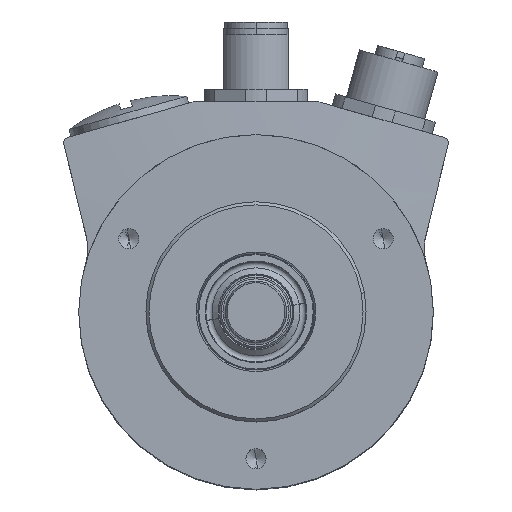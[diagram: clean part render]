
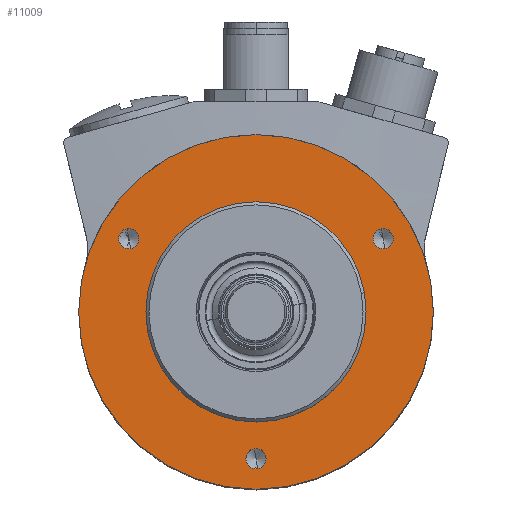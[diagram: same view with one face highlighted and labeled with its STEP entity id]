
A CAD part, top view. The second image highlights one B-rep face of the part: STEP entity #11009.
In plain terms, the highlighted planar face has unit normal (0, 0, 1).
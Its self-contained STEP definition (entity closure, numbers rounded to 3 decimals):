
#2258=CARTESIAN_POINT('',(0.,0.,20.5));
#2259=DIRECTION('',(0.,0.,1.));
#2260=DIRECTION('',(0.985,0.174,0.));
#2261=AXIS2_PLACEMENT_3D('',#2258,#2259,#2260);
#2263=CARTESIAN_POINT('',(0.,0.,20.5));
#2264=DIRECTION('',(0.,0.,-1.));
#2265=DIRECTION('',(0.985,0.174,0.));
#2266=AXIS2_PLACEMENT_3D('',#2263,#2264,#2265);
#2268=CARTESIAN_POINT('',(0.,-24.,20.5));
#2269=DIRECTION('',(0.,0.,1.));
#2270=DIRECTION('',(-0.174,0.985,0.));
#2271=AXIS2_PLACEMENT_3D('',#2268,#2269,#2270);
#2273=CARTESIAN_POINT('',(0.,-24.,20.5));
#2274=DIRECTION('',(0.,0.,1.));
#2275=DIRECTION('',(0.174,-0.985,0.));
#2276=AXIS2_PLACEMENT_3D('',#2273,#2274,#2275);
#2278=CARTESIAN_POINT('',(-20.785,12.,20.5));
#2279=DIRECTION('',(0.,0.,1.));
#2280=DIRECTION('',(-0.174,0.985,0.));
#2281=AXIS2_PLACEMENT_3D('',#2278,#2279,#2280);
#2283=CARTESIAN_POINT('',(-20.785,12.,20.5));
#2284=DIRECTION('',(0.,0.,1.));
#2285=DIRECTION('',(0.174,-0.985,0.));
#2286=AXIS2_PLACEMENT_3D('',#2283,#2284,#2285);
#2288=CARTESIAN_POINT('',(20.785,12.,20.5));
#2289=DIRECTION('',(0.,0.,1.));
#2290=DIRECTION('',(-0.174,0.985,0.));
#2291=AXIS2_PLACEMENT_3D('',#2288,#2289,#2290);
#2293=CARTESIAN_POINT('',(20.785,12.,20.5));
#2294=DIRECTION('',(0.,0.,1.));
#2295=DIRECTION('',(0.174,-0.985,0.));
#2296=AXIS2_PLACEMENT_3D('',#2293,#2294,#2295);
#2298=CARTESIAN_POINT('',(0.,0.,20.5));
#2299=DIRECTION('',(0.,0.,1.));
#2300=DIRECTION('',(0.985,0.174,0.));
#2301=AXIS2_PLACEMENT_3D('',#2298,#2299,#2300);
#2308=CARTESIAN_POINT('',(0.,0.,20.5));
#2309=DIRECTION('',(0.,0.,1.));
#2310=DIRECTION('',(-0.985,-0.174,0.));
#2311=AXIS2_PLACEMENT_3D('',#2308,#2309,#2310);
#6913=CARTESIAN_POINT('',(17.727,3.126,20.5));
#6914=CARTESIAN_POINT('',(-17.727,-3.126,20.5));
#6915=VERTEX_POINT('',#6913);
#6916=VERTEX_POINT('',#6914);
#6917=CARTESIAN_POINT('',(28.559,5.036,20.5));
#6918=CARTESIAN_POINT('',(-28.559,-5.036,20.5));
#6919=VERTEX_POINT('',#6917);
#6920=VERTEX_POINT('',#6918);
#6927=CARTESIAN_POINT('',(-0.287,-22.375,20.5));
#6928=VERTEX_POINT('',#6927);
#6929=CARTESIAN_POINT('',(0.287,-25.625,20.5));
#6930=VERTEX_POINT('',#6929);
#6937=CARTESIAN_POINT('',(-21.071,13.625,20.5));
#6938=VERTEX_POINT('',#6937);
#6939=CARTESIAN_POINT('',(-20.498,10.375,20.5));
#6940=VERTEX_POINT('',#6939);
#6947=CARTESIAN_POINT('',(20.498,13.625,20.5));
#6948=VERTEX_POINT('',#6947);
#6949=CARTESIAN_POINT('',(21.071,10.375,20.5));
#6950=VERTEX_POINT('',#6949);
#10976=CARTESIAN_POINT('',(0.,0.,20.5));
#10977=DIRECTION('',(0.,0.,1.));
#10978=DIRECTION('',(0.985,0.174,0.));
#10979=AXIS2_PLACEMENT_3D('',#10976,#10977,#10978);
#10980=PLANE('',#10979);
#10982=ORIENTED_EDGE('',*,*,#10981,.F.);
#10984=ORIENTED_EDGE('',*,*,#10983,.F.);
#10985=EDGE_LOOP('',(#10982,#10984));
#10986=FACE_OUTER_BOUND('',#10985,.F.);
#10987=ORIENTED_EDGE('',*,*,#10970,.T.);
#10988=ORIENTED_EDGE('',*,*,#10956,.F.);
#10989=EDGE_LOOP('',(#10987,#10988));
#10990=FACE_BOUND('',#10989,.F.);
#10992=ORIENTED_EDGE('',*,*,#10991,.T.);
#10994=ORIENTED_EDGE('',*,*,#10993,.T.);
#10995=EDGE_LOOP('',(#10992,#10994));
#10996=FACE_BOUND('',#10995,.F.);
#10998=ORIENTED_EDGE('',*,*,#10997,.T.);
#11000=ORIENTED_EDGE('',*,*,#10999,.T.);
#11001=EDGE_LOOP('',(#10998,#11000));
#11002=FACE_BOUND('',#11001,.F.);
#11004=ORIENTED_EDGE('',*,*,#11003,.T.);
#11006=ORIENTED_EDGE('',*,*,#11005,.T.);
#11007=EDGE_LOOP('',(#11004,#11006));
#11008=FACE_BOUND('',#11007,.F.);
#2262=CIRCLE('',#2261,18.);
#2267=CIRCLE('',#2266,18.);
#2272=CIRCLE('',#2271,1.65);
#2277=CIRCLE('',#2276,1.65);
#2282=CIRCLE('',#2281,1.65);
#2287=CIRCLE('',#2286,1.65);
#2292=CIRCLE('',#2291,1.65);
#2297=CIRCLE('',#2296,1.65);
#2302=CIRCLE('',#2301,29.);
#2312=CIRCLE('',#2311,29.);
#10956=EDGE_CURVE('',#6915,#6916,#2267,.T.);
#10970=EDGE_CURVE('',#6915,#6916,#2262,.T.);
#10981=EDGE_CURVE('',#6919,#6920,#2302,.T.);
#10983=EDGE_CURVE('',#6920,#6919,#2312,.T.);
#10991=EDGE_CURVE('',#6928,#6930,#2272,.T.);
#10993=EDGE_CURVE('',#6930,#6928,#2277,.T.);
#10997=EDGE_CURVE('',#6938,#6940,#2282,.T.);
#10999=EDGE_CURVE('',#6940,#6938,#2287,.T.);
#11003=EDGE_CURVE('',#6948,#6950,#2292,.T.);
#11005=EDGE_CURVE('',#6950,#6948,#2297,.T.);
#11009=ADVANCED_FACE('',(#10986,#10990,#10996,#11002,#11008),#10980,.T.);
